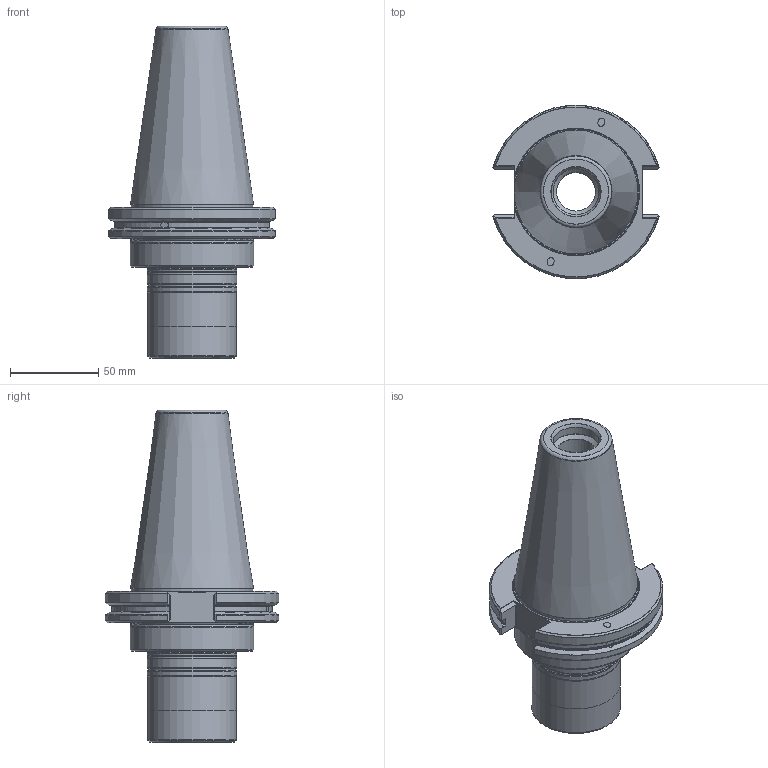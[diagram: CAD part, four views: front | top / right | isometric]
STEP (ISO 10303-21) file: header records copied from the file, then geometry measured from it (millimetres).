
FILE_DESCRIPTION(/* description */ (''),/* implementation_level */ '2;1');
FILE_NAME(/* name */ '435014056.stp',/* time_stamp */ '2021-01-08T12:39:30',/* author */ ('LRA'),/* organization */ ('REGO-FIX'),/* preprocessor_version */ ' Unknown',/* originating_system */ 'SIEMENS PLM Software Solid Edge ST10',/* authorization */ 'Unknown');
FILE_SCHEMA (('AUTOMOTIVE_DESIGN { 1 0 10303 214 2 1 1}'));
Length unit declared in the file: millimetre
Products named in the file (1): NOCUT
Bounding box: 94.65 x 98.36 x 188.6 mm (x, y, z)
Volume: 862484.5 mm3; surface area: 125337.5 mm2
Topology: 2 solids, 2 shells, 245 faces, 647 edges, 408 vertices
Faces by surface type: plane 102, cone 58, cylinder 57, torus 28
Full cylindrical faces by diameter (mm): 3.242 x6, 3.9 x2, 4.5 x2, 12 x2, 21.963 x6, 26.1 x1, 26.4 x1, 30.5 x2, 50 x2, 50.3 x1, 50.5 x3, 50.8 x3, 69.25 x2, 69.85 x1, 70.15 x1
Entity records: 8855 total; most frequent: CARTESIAN_POINT 1743, DIRECTION 1058, ORIENTED_EDGE 1046, EDGE_CURVE 523, AXIS2_PLACEMENT_3D 426, VERTEX_POINT 381, FACE_BOUND 356, EDGE_LOOP 352
